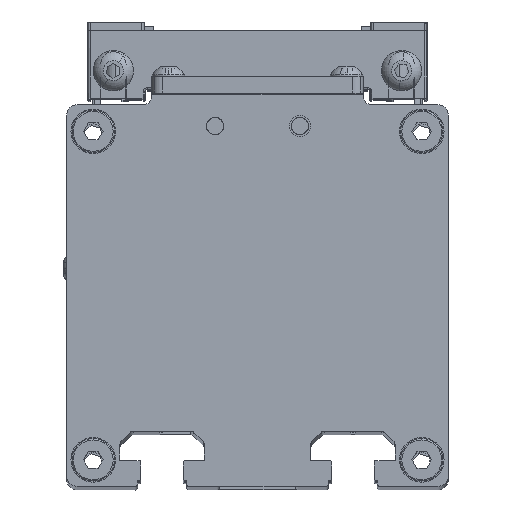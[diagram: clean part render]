
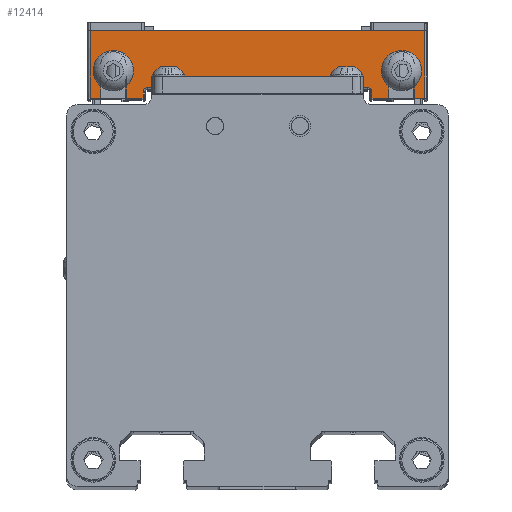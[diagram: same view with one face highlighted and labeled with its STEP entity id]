
A CAD part, top view. The second image highlights one B-rep face of the part: STEP entity #12414.
In plain terms, the highlighted planar face has unit normal (0, 0, 1).
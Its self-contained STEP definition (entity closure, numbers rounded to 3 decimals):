
#71 = CARTESIAN_POINT ( 'NONE',  ( -107.573, 62.009, 228.9 ) ) ;
#436 = CARTESIAN_POINT ( 'NONE',  ( -168.573, 54.009, 228.9 ) ) ;
#1081 = CARTESIAN_POINT ( 'NONE',  ( -110.573, 54.009, 228.9 ) ) ;
#1657 = CIRCLE ( 'NONE', #29435, 1. ) ;
#1778 = VECTOR ( 'NONE', #25356, 1000. ) ;
#1822 = ORIENTED_EDGE ( 'NONE', *, *, #10185, .F. ) ;
#2398 = VECTOR ( 'NONE', #30404, 1000. ) ;
#2787 = VERTEX_POINT ( 'NONE', #22934 ) ;
#2908 = LINE ( 'NONE', #17792, #24501 ) ;
#2909 = DIRECTION ( 'NONE',  ( 0., 1., 0. ) ) ;
#3222 = EDGE_CURVE ( 'NONE', #2787, #15453, #8863, .T. ) ;
#3666 = CIRCLE ( 'NONE', #26710, 1. ) ;
#3679 = LINE ( 'NONE', #12860, #32801 ) ;
#4058 = VECTOR ( 'NONE', #32201, 1000. ) ;
#4390 = CARTESIAN_POINT ( 'NONE',  ( -115.573, 56.509, 228.9 ) ) ;
#4739 = DIRECTION ( 'NONE',  ( -1., 0., 0. ) ) ;
#5497 = ORIENTED_EDGE ( 'NONE', *, *, #26159, .F. ) ;
#5621 = CARTESIAN_POINT ( 'NONE',  ( -181.073, 65.884, 228.9 ) ) ;
#5898 = CARTESIAN_POINT ( 'NONE',  ( -181.073, 70.009, 228.9 ) ) ;
#6368 = EDGE_CURVE ( 'NONE', #28684, #36278, #24885, .T. ) ;
#6592 = ORIENTED_EDGE ( 'NONE', *, *, #20118, .F. ) ;
#6591 = LINE ( 'NONE', #33569, #35712 ) ;
#7058 = EDGE_CURVE ( 'NONE', #7449, #30872, #3679, .T. ) ;
#7091 = CARTESIAN_POINT ( 'NONE',  ( -114.573, 57.634, 228.9 ) ) ;
#7449 = VERTEX_POINT ( 'NONE', #436 ) ;
#7618 = ORIENTED_EDGE ( 'NONE', *, *, #22078, .F. ) ;
#7870 = VECTOR ( 'NONE', #27733, 1000. ) ;
#7979 = CARTESIAN_POINT ( 'NONE',  ( -101.573, 70.009, 228.9 ) ) ;
#8085 = CARTESIAN_POINT ( 'NONE',  ( -168.573, 55.509, 228.9 ) ) ;
#8270 = ORIENTED_EDGE ( 'NONE', *, *, #3222, .F. ) ;
#8357 = LINE ( 'NONE', #5621, #1778 ) ;
#8539 = DIRECTION ( 'NONE',  ( -1., 0., 0. ) ) ;
#8812 = CARTESIAN_POINT ( 'NONE',  ( -115.573, 55.509, 228.9 ) ) ;
#8863 = CIRCLE ( 'NONE', #17015, 3. ) ;
#9529 = EDGE_CURVE ( 'NONE', #15453, #36518, #11950, .T. ) ;
#9584 = CARTESIAN_POINT ( 'NONE',  ( -104.573, 54.009, 228.9 ) ) ;
#9764 = ORIENTED_EDGE ( 'NONE', *, *, #36374, .F. ) ;
#9782 = ORIENTED_EDGE ( 'NONE', *, *, #21930, .F. ) ;
#9810 = DIRECTION ( 'NONE',  ( 0., 0., 1. ) ) ;
#9905 = VECTOR ( 'NONE', #8539, 1000. ) ;
#9921 = ORIENTED_EDGE ( 'NONE', *, *, #20524, .F. ) ;
#10185 = EDGE_CURVE ( 'NONE', #36518, #29286, #19814, .T. ) ;
#10403 = VERTEX_POINT ( 'NONE', #28379 ) ;
#10624 = LINE ( 'NONE', #15514, #25628 ) ;
#10794 = EDGE_CURVE ( 'NONE', #10403, #15185, #14534, .T. ) ;
#11503 = DIRECTION ( 'NONE',  ( -1., 0., 0. ) ) ;
#11672 = DIRECTION ( 'NONE',  ( 0.707, 0.707, 0. ) ) ;
#11950 = LINE ( 'NONE', #33787, #18544 ) ;
#12103 = VECTOR ( 'NONE', #14340, 1000. ) ;
#12414 = ADVANCED_FACE ( 'NONE', ( #24978 ), #21034, .T. ) ;
#12497 = CARTESIAN_POINT ( 'NONE',  ( -102.073, 57.634, 228.9 ) ) ;
#12860 = CARTESIAN_POINT ( 'NONE',  ( -161.573, 54.009, 228.9 ) ) ;
#12864 = CARTESIAN_POINT ( 'NONE',  ( -114.573, 55.509, 228.9 ) ) ;
#13140 = CARTESIAN_POINT ( 'NONE',  ( -161.573, 54.009, 228.9 ) ) ;
#14340 = DIRECTION ( 'NONE',  ( 0., -1., 0. ) ) ;
#14534 = LINE ( 'NONE', #7979, #7870 ) ;
#15185 = VERTEX_POINT ( 'NONE', #5898 ) ;
#15360 = AXIS2_PLACEMENT_3D ( 'NONE', #71, #19801, #2909 ) ;
#15453 = VERTEX_POINT ( 'NONE', #18597 ) ;
#15492 = DIRECTION ( 'NONE',  ( 0., 1., 0. ) ) ;
#15514 = CARTESIAN_POINT ( 'NONE',  ( -161.573, 54.009, 228.9 ) ) ;
#15710 = DIRECTION ( 'NONE',  ( 0., 0., 1. ) ) ;
#16799 = DIRECTION ( 'NONE',  ( 0., -1., 0. ) ) ;
#16895 = DIRECTION ( 'NONE',  ( 0., -1., 0. ) ) ;
#17015 = AXIS2_PLACEMENT_3D ( 'NONE', #23611, #23976, #24099 ) ;
#17299 = VERTEX_POINT ( 'NONE', #8085 ) ;
#17351 = ORIENTED_EDGE ( 'NONE', *, *, #30594, .F. ) ;
#17388 = LINE ( 'NONE', #35933, #2398 ) ;
#17703 = ORIENTED_EDGE ( 'NONE', *, *, #10794, .T. ) ;
#17713 = EDGE_CURVE ( 'NONE', #29286, #15185, #8357, .T. ) ;
#17788 = LINE ( 'NONE', #7091, #32804 ) ;
#17792 = CARTESIAN_POINT ( 'NONE',  ( -104.573, 56.134, 228.9 ) ) ;
#18163 = LINE ( 'NONE', #12497, #4058 ) ;
#18544 = VECTOR ( 'NONE', #16895, 1000. ) ;
#18597 = CARTESIAN_POINT ( 'NONE',  ( -178.573, 62.009, 228.9 ) ) ;
#18835 = ORIENTED_EDGE ( 'NONE', *, *, #33849, .F. ) ;
#19801 = DIRECTION ( 'NONE',  ( 0., 0., 1. ) ) ;
#19814 = LINE ( 'NONE', #13140, #33915 ) ;
#19889 = ORIENTED_EDGE ( 'NONE', *, *, #31764, .F. ) ;
#20118 = EDGE_CURVE ( 'NONE', #34925, #33692, #2908, .T. ) ;
#20160 = LINE ( 'NONE', #25545, #36023 ) ;
#20524 = EDGE_CURVE ( 'NONE', #35318, #32609, #20160, .T. ) ;
#20644 = DIRECTION ( 'NONE',  ( 0., 1., 0. ) ) ;
#20969 = VERTEX_POINT ( 'NONE', #33407 ) ;
#21034 = PLANE ( 'NONE',  #29781 ) ;
#21902 = ORIENTED_EDGE ( 'NONE', *, *, #17713, .F. ) ;
#21930 = EDGE_CURVE ( 'NONE', #30872, #2787, #17388, .T. ) ;
#22078 = EDGE_CURVE ( 'NONE', #17299, #7449, #32819, .T. ) ;
#22934 = CARTESIAN_POINT ( 'NONE',  ( -172.573, 62.009, 228.9 ) ) ;
#23611 = CARTESIAN_POINT ( 'NONE',  ( -175.573, 62.009, 228.9 ) ) ;
#23976 = DIRECTION ( 'NONE',  ( 0., 0., 1. ) ) ;
#24099 = DIRECTION ( 'NONE',  ( 0., 1., 0. ) ) ;
#24501 = VECTOR ( 'NONE', #20644, 1000. ) ;
#24885 = LINE ( 'NONE', #28285, #9905 ) ;
#24966 = ORIENTED_EDGE ( 'NONE', *, *, #9529, .F. ) ;
#24978 = FACE_OUTER_BOUND ( 'NONE', #34549, .T. ) ;
#25356 = DIRECTION ( 'NONE',  ( 0., 1., 0. ) ) ;
#25545 = CARTESIAN_POINT ( 'NONE',  ( -161.573, 54.009, 228.9 ) ) ;
#25628 = VECTOR ( 'NONE', #35224, 1000. ) ;
#26159 = EDGE_CURVE ( 'NONE', #32609, #34414, #17788, .T. ) ;
#26165 = CARTESIAN_POINT ( 'NONE',  ( -167.573, 56.509, 228.9 ) ) ;
#26710 = AXIS2_PLACEMENT_3D ( 'NONE', #8812, #28551, #11672 ) ;
#27050 = CIRCLE ( 'NONE', #15360, 3. ) ;
#27733 = DIRECTION ( 'NONE',  ( -1., 0., 0. ) ) ;
#28285 = CARTESIAN_POINT ( 'NONE',  ( -141.573, 56.509, 228.9 ) ) ;
#28379 = CARTESIAN_POINT ( 'NONE',  ( -102.073, 70.009, 228.9 ) ) ;
#28493 = ORIENTED_EDGE ( 'NONE', *, *, #32589, .F. ) ;
#28551 = DIRECTION ( 'NONE',  ( 0., 0., 1. ) ) ;
#28684 = VERTEX_POINT ( 'NONE', #4390 ) ;
#29286 = VERTEX_POINT ( 'NONE', #32586 ) ;
#29435 = AXIS2_PLACEMENT_3D ( 'NONE', #32618, #15710, #35438 ) ;
#29562 = DIRECTION ( 'NONE',  ( -1., 0., 0. ) ) ;
#29752 = DIRECTION ( 'NONE',  ( -1., 0., 0. ) ) ;
#29781 = AXIS2_PLACEMENT_3D ( 'NONE', #32265, #9810, #29562 ) ;
#29903 = ORIENTED_EDGE ( 'NONE', *, *, #7058, .F. ) ;
#29990 = CARTESIAN_POINT ( 'NONE',  ( -178.573, 54.009, 228.9 ) ) ;
#30396 = ORIENTED_EDGE ( 'NONE', *, *, #6368, .F. ) ;
#30404 = DIRECTION ( 'NONE',  ( 0., 1., 0. ) ) ;
#30547 = EDGE_CURVE ( 'NONE', #33692, #20969, #27050, .T. ) ;
#30594 = EDGE_CURVE ( 'NONE', #34414, #28684, #3666, .T. ) ;
#30872 = VERTEX_POINT ( 'NONE', #32730 ) ;
#31098 = CARTESIAN_POINT ( 'NONE',  ( -102.073, 54.009, 228.9 ) ) ;
#31235 = CARTESIAN_POINT ( 'NONE',  ( -168.573, 57.634, 228.9 ) ) ;
#31764 = EDGE_CURVE ( 'NONE', #36172, #34925, #10624, .T. ) ;
#32201 = DIRECTION ( 'NONE',  ( 0., -1., 0. ) ) ;
#32265 = CARTESIAN_POINT ( 'NONE',  ( -141.573, 61.759, 228.9 ) ) ;
#32586 = CARTESIAN_POINT ( 'NONE',  ( -181.073, 54.009, 228.9 ) ) ;
#32589 = EDGE_CURVE ( 'NONE', #20969, #35318, #6591, .T. ) ;
#32609 = VERTEX_POINT ( 'NONE', #33687 ) ;
#32618 = CARTESIAN_POINT ( 'NONE',  ( -167.573, 55.509, 228.9 ) ) ;
#32730 = CARTESIAN_POINT ( 'NONE',  ( -172.573, 54.009, 228.9 ) ) ;
#32801 = VECTOR ( 'NONE', #29752, 1000. ) ;
#32804 = VECTOR ( 'NONE', #15492, 1000. ) ;
#32819 = LINE ( 'NONE', #31235, #12103 ) ;
#33407 = CARTESIAN_POINT ( 'NONE',  ( -110.573, 62.009, 228.9 ) ) ;
#33569 = CARTESIAN_POINT ( 'NONE',  ( -110.573, 61.134, 228.9 ) ) ;
#33687 = CARTESIAN_POINT ( 'NONE',  ( -114.573, 54.009, 228.9 ) ) ;
#33692 = VERTEX_POINT ( 'NONE', #34581 ) ;
#33787 = CARTESIAN_POINT ( 'NONE',  ( -178.573, 61.134, 228.9 ) ) ;
#33849 = EDGE_CURVE ( 'NONE', #36278, #17299, #1657, .T. ) ;
#33915 = VECTOR ( 'NONE', #4739, 1000. ) ;
#34414 = VERTEX_POINT ( 'NONE', #12864 ) ;
#34549 = EDGE_LOOP ( 'NONE', ( #9782, #29903, #7618, #18835, #30396, #17351, #5497, #9921, #28493, #35790, #6592, #19889, #9764, #17703, #21902, #1822, #24966, #8270 ) ) ;
#34581 = CARTESIAN_POINT ( 'NONE',  ( -104.573, 62.009, 228.9 ) ) ;
#34925 = VERTEX_POINT ( 'NONE', #9584 ) ;
#35224 = DIRECTION ( 'NONE',  ( -1., 0., 0. ) ) ;
#35318 = VERTEX_POINT ( 'NONE', #1081 ) ;
#35438 = DIRECTION ( 'NONE',  ( -0.707, 0.707, 0. ) ) ;
#35712 = VECTOR ( 'NONE', #16799, 1000. ) ;
#35790 = ORIENTED_EDGE ( 'NONE', *, *, #30547, .F. ) ;
#35933 = CARTESIAN_POINT ( 'NONE',  ( -172.573, 56.134, 228.9 ) ) ;
#36023 = VECTOR ( 'NONE', #11503, 1000. ) ;
#36172 = VERTEX_POINT ( 'NONE', #31098 ) ;
#36278 = VERTEX_POINT ( 'NONE', #26165 ) ;
#36374 = EDGE_CURVE ( 'NONE', #10403, #36172, #18163, .T. ) ;
#36518 = VERTEX_POINT ( 'NONE', #29990 ) ;
